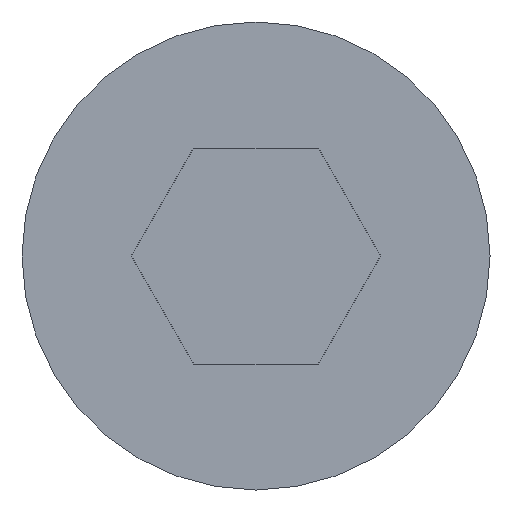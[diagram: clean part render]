
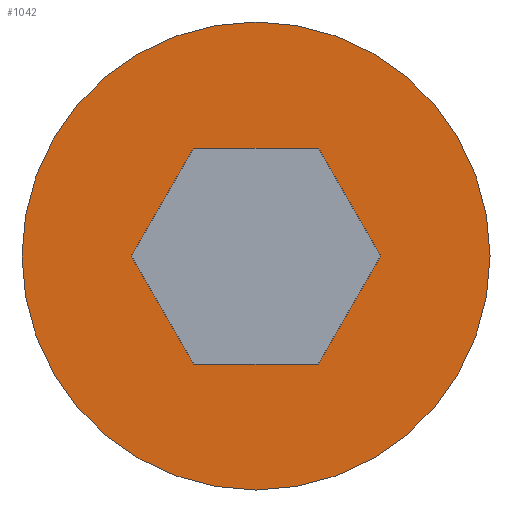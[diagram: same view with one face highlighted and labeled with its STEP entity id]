
A CAD part, front view. The second image highlights one B-rep face of the part: STEP entity #1042.
In plain terms, the highlighted planar face has unit normal (0, -1, 0).
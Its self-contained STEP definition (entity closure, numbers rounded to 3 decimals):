
#13=FACE_BOUND('',#158,.T.);
#29=PLANE('',#1122);
#38=CIRCLE('',#1119,6.5);
#98=FACE_OUTER_BOUND('',#157,.T.);
#157=EDGE_LOOP('',(#932));
#158=EDGE_LOOP('',(#933,#934,#935,#936,#937,#938));
#288=LINE('',#4240,#350);
#292=LINE('',#4248,#354);
#295=LINE('',#4254,#357);
#298=LINE('',#4260,#360);
#301=LINE('',#4266,#363);
#304=LINE('',#4271,#366);
#350=VECTOR('',#1276,10.);
#354=VECTOR('',#1282,10.);
#357=VECTOR('',#1287,10.);
#360=VECTOR('',#1292,10.);
#363=VECTOR('',#1297,10.);
#366=VECTOR('',#1302,10.);
#457=VERTEX_POINT('',#4238);
#458=VERTEX_POINT('',#4239);
#461=VERTEX_POINT('',#4247);
#463=VERTEX_POINT('',#4253);
#465=VERTEX_POINT('',#4259);
#467=VERTEX_POINT('',#4265);
#469=VERTEX_POINT('',#4275);
#606=EDGE_CURVE('',#457,#458,#288,.T.);
#610=EDGE_CURVE('',#461,#457,#292,.T.);
#613=EDGE_CURVE('',#463,#461,#295,.T.);
#616=EDGE_CURVE('',#465,#463,#298,.T.);
#619=EDGE_CURVE('',#467,#465,#301,.T.);
#622=EDGE_CURVE('',#458,#467,#304,.T.);
#624=EDGE_CURVE('',#469,#469,#38,.T.);
#932=ORIENTED_EDGE('',*,*,#624,.T.);
#933=ORIENTED_EDGE('',*,*,#606,.T.);
#934=ORIENTED_EDGE('',*,*,#622,.T.);
#935=ORIENTED_EDGE('',*,*,#619,.T.);
#936=ORIENTED_EDGE('',*,*,#616,.T.);
#937=ORIENTED_EDGE('',*,*,#613,.T.);
#938=ORIENTED_EDGE('',*,*,#610,.T.);
#1042=ADVANCED_FACE('',(#98,#13),#29,.F.);
#1119=AXIS2_PLACEMENT_3D('',#4276,#1308,#1309);
#1122=AXIS2_PLACEMENT_3D('',#4281,#1315,#1316);
#1276=DIRECTION('',(0.5,0.,0.866));
#1282=DIRECTION('',(-0.5,0.,0.866));
#1287=DIRECTION('',(-1.,0.,0.));
#1292=DIRECTION('',(-0.5,0.,-0.866));
#1297=DIRECTION('',(0.5,0.,-0.866));
#1302=DIRECTION('',(1.,0.,0.));
#1308=DIRECTION('center_axis',(0.,-1.,0.));
#1309=DIRECTION('ref_axis',(1.,0.,0.));
#1315=DIRECTION('center_axis',(0.,1.,0.));
#1316=DIRECTION('ref_axis',(1.,0.,0.));
#4238=CARTESIAN_POINT('',(-3.464,-8.,0.));
#4239=CARTESIAN_POINT('',(-1.732,-8.,3.));
#4240=CARTESIAN_POINT('',(-3.031,-8.,0.75));
#4247=CARTESIAN_POINT('',(-1.732,-8.,-3.));
#4248=CARTESIAN_POINT('',(-2.165,-8.,-2.25));
#4253=CARTESIAN_POINT('',(1.732,-8.,-3.));
#4254=CARTESIAN_POINT('',(0.866,-8.,-3.));
#4259=CARTESIAN_POINT('',(3.464,-8.,0.));
#4260=CARTESIAN_POINT('',(3.031,-8.,-0.75));
#4265=CARTESIAN_POINT('',(1.732,-8.,3.));
#4266=CARTESIAN_POINT('',(2.165,-8.,2.25));
#4271=CARTESIAN_POINT('',(-0.866,-8.,3.));
#4275=CARTESIAN_POINT('',(-6.5,-8.,0.));
#4276=CARTESIAN_POINT('Origin',(0.,-8.,0.));
#4281=CARTESIAN_POINT('Origin',(0.,-8.,0.));
